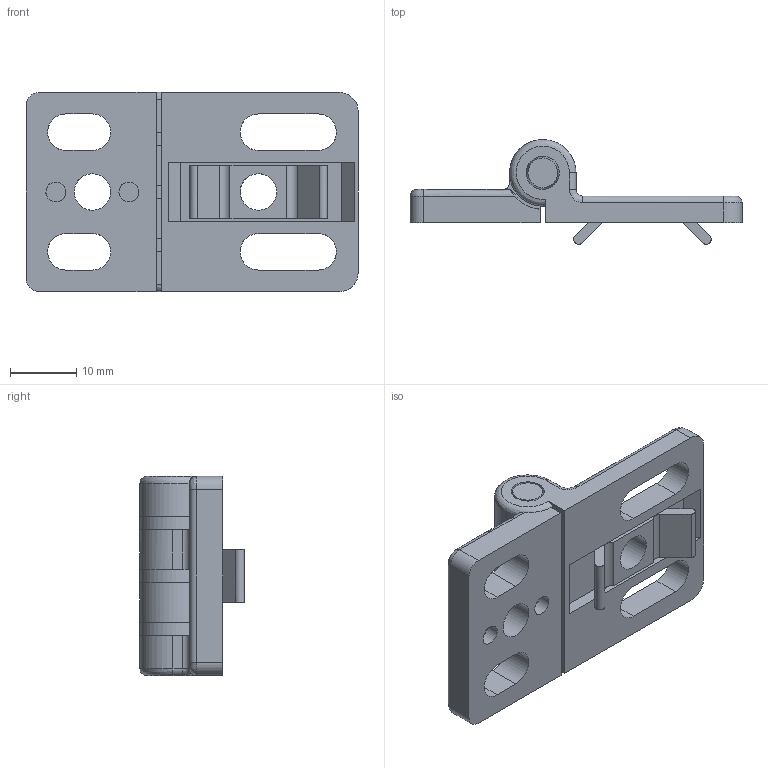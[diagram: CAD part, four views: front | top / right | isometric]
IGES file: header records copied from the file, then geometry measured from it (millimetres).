
Global section: file name: SZ0716S_A; native system: Autodesk Inventor 2015; preprocessor: unknown; author: Behrens; date: 20151120.140833; units: millimetre
Bounding box: 50 x 15.75 x 30 mm (x, y, z)
Volume: 7005.5 mm3; surface area: 6760.6 mm2
Topology: 6 solids, 6 shells, 119 faces, 321 edges, 212 vertices
Faces by surface type: bspline 119
